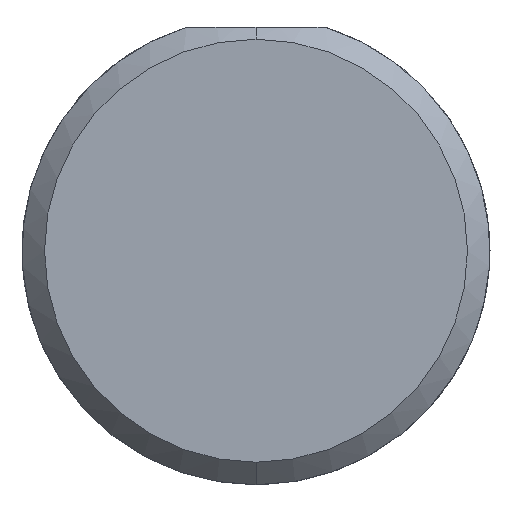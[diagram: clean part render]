
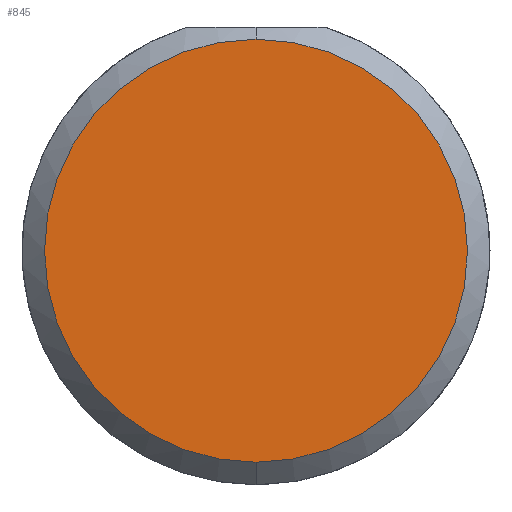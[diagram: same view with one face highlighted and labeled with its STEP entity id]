
A CAD part, left-side view. The second image highlights one B-rep face of the part: STEP entity #845.
In plain terms, the highlighted planar face has unit normal (-1, 0, 0).
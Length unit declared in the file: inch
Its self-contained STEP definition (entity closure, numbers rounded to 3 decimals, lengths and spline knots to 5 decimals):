
#190 = AXIS2_PLACEMENT_3D ( 'NONE', #392, #620, #878 ) ;
#201 = AXIS2_PLACEMENT_3D ( 'NONE', #527, #523, #209 ) ;
#209 = DIRECTION ( 'NONE',  ( 0., 0., -1. ) ) ;
#218 = PLANE ( 'NONE',  #190 ) ;
#232 = DIRECTION ( 'NONE',  ( 0., 0., -1. ) ) ;
#313 = EDGE_LOOP ( 'NONE', ( #887, #518 ) ) ;
#390 = EDGE_CURVE ( 'NONE', #967, #925, #669, .T. ) ;
#392 = CARTESIAN_POINT ( 'NONE',  ( 0., 0., 0. ) ) ;
#486 = CARTESIAN_POINT ( 'NONE',  ( 0., 0., 0.1411 ) ) ;
#518 = ORIENTED_EDGE ( 'NONE', *, *, #1025, .T. ) ;
#523 = DIRECTION ( 'NONE',  ( -1., 0., 0. ) ) ;
#527 = CARTESIAN_POINT ( 'NONE',  ( 0., 0., 0. ) ) ;
#620 = DIRECTION ( 'NONE',  ( 1., 0., 0. ) ) ;
#669 = CIRCLE ( 'NONE', #201, 0.1411 ) ;
#707 = CIRCLE ( 'NONE', #895, 0.1411 ) ;
#740 = CARTESIAN_POINT ( 'NONE',  ( 0., 0., 0. ) ) ;
#845 = ADVANCED_FACE ( 'NONE', ( #963 ), #218, .F. ) ;
#878 = DIRECTION ( 'NONE',  ( 0., 0., -1. ) ) ;
#887 = ORIENTED_EDGE ( 'NONE', *, *, #390, .T. ) ;
#895 = AXIS2_PLACEMENT_3D ( 'NONE', #740, #1044, #232 ) ;
#903 = CARTESIAN_POINT ( 'NONE',  ( 0., 0., -0.1411 ) ) ;
#925 = VERTEX_POINT ( 'NONE', #486 ) ;
#963 = FACE_OUTER_BOUND ( 'NONE', #313, .T. ) ;
#967 = VERTEX_POINT ( 'NONE', #903 ) ;
#1025 = EDGE_CURVE ( 'NONE', #925, #967, #707, .T. ) ;
#1044 = DIRECTION ( 'NONE',  ( -1., 0., 0. ) ) ;
